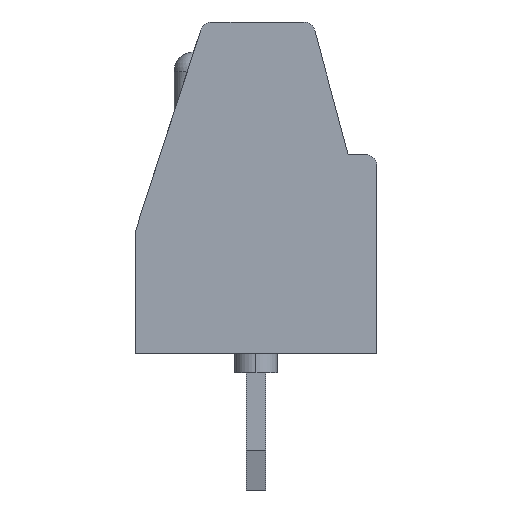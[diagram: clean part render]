
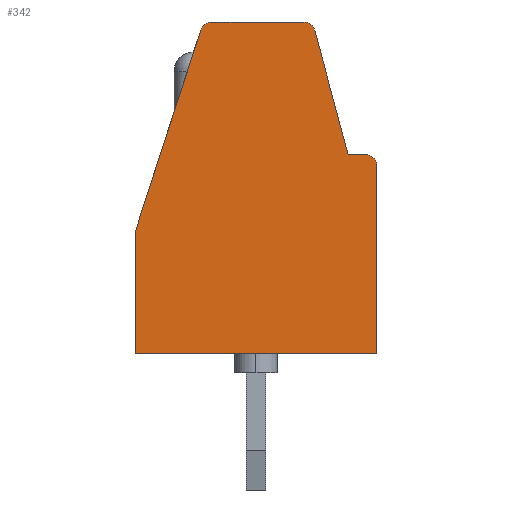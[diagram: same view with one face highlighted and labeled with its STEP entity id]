
A CAD part, left-side view. The second image highlights one B-rep face of the part: STEP entity #342.
In plain terms, the highlighted planar face has unit normal (-1, 0, 0).
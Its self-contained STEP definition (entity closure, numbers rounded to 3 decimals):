
#64 = VERTEX_POINT('',#65);
#65 = CARTESIAN_POINT('',(-1.5,3.1,0.));
#82 = VERTEX_POINT('',#83);
#83 = CARTESIAN_POINT('',(-1.5,-3.1,0.));
#89 = EDGE_CURVE('',#64,#82,#90,.T.);
#90 = LINE('',#91,#92);
#91 = CARTESIAN_POINT('',(-1.5,3.1,0.));
#92 = VECTOR('',#93,1.);
#93 = DIRECTION('',(0.,-1.,0.));
#316 = VERTEX_POINT('',#317);
#317 = CARTESIAN_POINT('',(-1.5,3.1,3.114));
#332 = EDGE_CURVE('',#316,#64,#333,.T.);
#333 = LINE('',#334,#335);
#334 = CARTESIAN_POINT('',(-1.5,3.1,3.114));
#335 = VECTOR('',#336,1.);
#336 = DIRECTION('',(0.,0.,-1.));
#342 = ADVANCED_FACE('',(#343),#412,.F.);
#343 = FACE_BOUND('',#344,.T.);
#344 = EDGE_LOOP('',(#345,#353,#362,#370,#378,#387,#395,#404,#410,#411)
  );
#345 = ORIENTED_EDGE('',*,*,#346,.T.);
#346 = EDGE_CURVE('',#82,#347,#349,.T.);
#347 = VERTEX_POINT('',#348);
#348 = CARTESIAN_POINT('',(-1.5,-3.1,4.8));
#349 = LINE('',#350,#351);
#350 = CARTESIAN_POINT('',(-1.5,-3.1,0.));
#351 = VECTOR('',#352,1.);
#352 = DIRECTION('',(0.,0.,1.));
#353 = ORIENTED_EDGE('',*,*,#354,.T.);
#354 = EDGE_CURVE('',#347,#355,#357,.T.);
#355 = VERTEX_POINT('',#356);
#356 = CARTESIAN_POINT('',(-1.5,-2.8,5.1));
#357 = CIRCLE('',#358,0.3);
#358 = AXIS2_PLACEMENT_3D('',#359,#360,#361);
#359 = CARTESIAN_POINT('',(-1.5,-2.8,4.8));
#360 = DIRECTION('',(-1.,0.,0.));
#361 = DIRECTION('',(-0.,-1.,0.));
#362 = ORIENTED_EDGE('',*,*,#363,.F.);
#363 = EDGE_CURVE('',#364,#355,#366,.T.);
#364 = VERTEX_POINT('',#365);
#365 = CARTESIAN_POINT('',(-1.5,-2.361,5.1));
#366 = LINE('',#367,#368);
#367 = CARTESIAN_POINT('',(-1.5,-2.361,5.1));
#368 = VECTOR('',#369,1.);
#369 = DIRECTION('',(0.,-1.,0.));
#370 = ORIENTED_EDGE('',*,*,#371,.T.);
#371 = EDGE_CURVE('',#364,#372,#374,.T.);
#372 = VERTEX_POINT('',#373);
#373 = CARTESIAN_POINT('',(-1.5,-1.51,8.278));
#374 = LINE('',#375,#376);
#375 = CARTESIAN_POINT('',(-1.5,-2.361,5.1));
#376 = VECTOR('',#377,1.);
#377 = DIRECTION('',(0.,0.259,0.966));
#378 = ORIENTED_EDGE('',*,*,#379,.T.);
#379 = EDGE_CURVE('',#372,#380,#382,.T.);
#380 = VERTEX_POINT('',#381);
#381 = CARTESIAN_POINT('',(-1.5,-1.22,8.5));
#382 = CIRCLE('',#383,0.3);
#383 = AXIS2_PLACEMENT_3D('',#384,#385,#386);
#384 = CARTESIAN_POINT('',(-1.5,-1.22,8.2));
#385 = DIRECTION('',(-1.,0.,0.));
#386 = DIRECTION('',(0.,-0.966,0.259));
#387 = ORIENTED_EDGE('',*,*,#388,.F.);
#388 = EDGE_CURVE('',#389,#380,#391,.T.);
#389 = VERTEX_POINT('',#390);
#390 = CARTESIAN_POINT('',(-1.5,1.132,8.5));
#391 = LINE('',#392,#393);
#392 = CARTESIAN_POINT('',(-1.5,1.132,8.5));
#393 = VECTOR('',#394,1.);
#394 = DIRECTION('',(0.,-1.,0.));
#395 = ORIENTED_EDGE('',*,*,#396,.T.);
#396 = EDGE_CURVE('',#389,#397,#399,.T.);
#397 = VERTEX_POINT('',#398);
#398 = CARTESIAN_POINT('',(-1.5,1.417,8.293));
#399 = CIRCLE('',#400,0.3);
#400 = AXIS2_PLACEMENT_3D('',#401,#402,#403);
#401 = CARTESIAN_POINT('',(-1.5,1.132,8.2));
#402 = DIRECTION('',(-1.,0.,0.));
#403 = DIRECTION('',(0.,0.,1.));
#404 = ORIENTED_EDGE('',*,*,#405,.T.);
#405 = EDGE_CURVE('',#397,#316,#406,.T.);
#406 = LINE('',#407,#408);
#407 = CARTESIAN_POINT('',(-1.5,1.417,8.293));
#408 = VECTOR('',#409,1.);
#409 = DIRECTION('',(0.,0.309,-0.951));
#410 = ORIENTED_EDGE('',*,*,#332,.T.);
#411 = ORIENTED_EDGE('',*,*,#89,.T.);
#412 = PLANE('',#413);
#413 = AXIS2_PLACEMENT_3D('',#414,#415,#416);
#414 = CARTESIAN_POINT('',(-1.5,21.223,-6.451));
#415 = DIRECTION('',(1.,0.,0.));
#416 = DIRECTION('',(0.,1.,0.));
